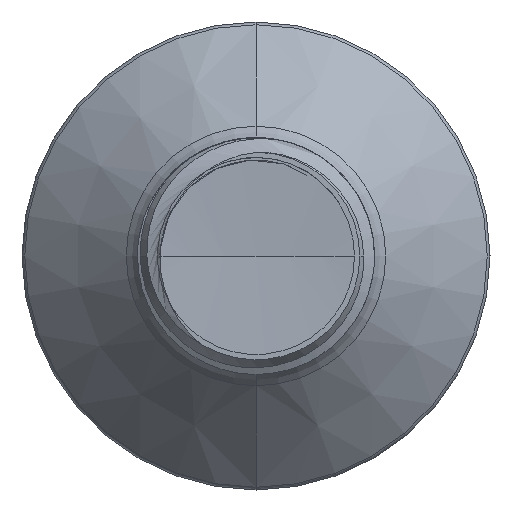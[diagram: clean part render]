
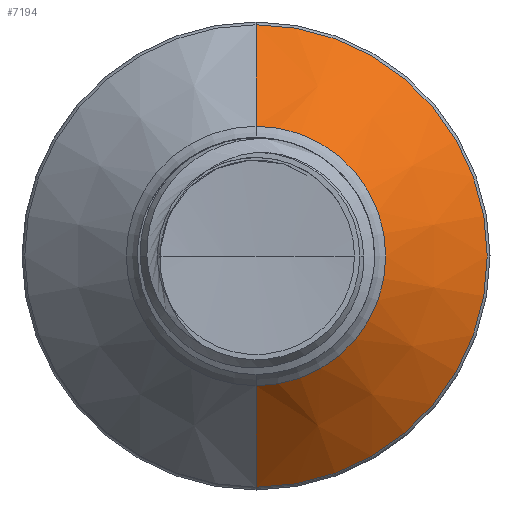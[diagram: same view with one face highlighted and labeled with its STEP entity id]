
A CAD part, front view. The second image highlights one B-rep face of the part: STEP entity #7194.
In plain terms, the highlighted conical face has half-angle 45 degrees and reference radius 4.381 mm.
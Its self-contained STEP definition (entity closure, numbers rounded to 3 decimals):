
#1382 = CARTESIAN_POINT ( 'NONE',  ( 0., 35.558, -4.381 ) ) ;
#2373 = DIRECTION ( 'NONE',  ( 0., 0.707, 0.707 ) ) ;
#4059 = DIRECTION ( 'NONE',  ( 0., 1., 0. ) ) ;
#4147 = LINE ( 'NONE', #21136, #28220 ) ;
#4524 = VERTEX_POINT ( 'NONE', #29937 ) ;
#7194 = ADVANCED_FACE ( 'NONE', ( #23264 ), #12981, .T. ) ;
#7262 = AXIS2_PLACEMENT_3D ( 'NONE', #23090, #4059, #26099 ) ;
#10241 = AXIS2_PLACEMENT_3D ( 'NONE', #15203, #35633, #18375 ) ;
#11004 = CIRCLE ( 'NONE', #7262, 4.381 ) ;
#11195 = EDGE_CURVE ( 'NONE', #36923, #21065, #11004, .T. ) ;
#12981 = CONICAL_SURFACE ( 'NONE', #13341, 4.381, 0.785 ) ;
#13341 = AXIS2_PLACEMENT_3D ( 'NONE', #24374, #24611, #24683 ) ;
#15203 = CARTESIAN_POINT ( 'NONE',  ( 0., 38.985, 0. ) ) ;
#15848 = EDGE_LOOP ( 'NONE', ( #21426, #22400, #23377, #38129 ) ) ;
#18104 = DIRECTION ( 'NONE',  ( 0., 0.707, -0.707 ) ) ;
#18375 = DIRECTION ( 'NONE',  ( 0., 0., 1. ) ) ;
#19133 = VECTOR ( 'NONE', #2373, 1000. ) ;
#20160 = LINE ( 'NONE', #33035, #19133 ) ;
#21065 = VERTEX_POINT ( 'NONE', #1382 ) ;
#21136 = CARTESIAN_POINT ( 'NONE',  ( 0., 35.558, -4.381 ) ) ;
#21426 = ORIENTED_EDGE ( 'NONE', *, *, #11195, .T. ) ;
#22400 = ORIENTED_EDGE ( 'NONE', *, *, #30556, .T. ) ;
#23090 = CARTESIAN_POINT ( 'NONE',  ( 0., 35.558, 0. ) ) ;
#23264 = FACE_OUTER_BOUND ( 'NONE', #15848, .T. ) ;
#23377 = ORIENTED_EDGE ( 'NONE', *, *, #30603, .F. ) ;
#24374 = CARTESIAN_POINT ( 'NONE',  ( 0., 35.558, 0. ) ) ;
#24611 = DIRECTION ( 'NONE',  ( 0., 1., 0. ) ) ;
#24683 = DIRECTION ( 'NONE',  ( 0., 0., 1. ) ) ;
#26099 = DIRECTION ( 'NONE',  ( 0., 0., 1. ) ) ;
#28220 = VECTOR ( 'NONE', #18104, 1000. ) ;
#29937 = CARTESIAN_POINT ( 'NONE',  ( 0., 38.985, -7.807 ) ) ;
#30556 = EDGE_CURVE ( 'NONE', #21065, #4524, #4147, .T. ) ;
#30603 = EDGE_CURVE ( 'NONE', #30750, #4524, #35333, .T. ) ;
#30609 = EDGE_CURVE ( 'NONE', #36923, #30750, #20160, .T. ) ;
#30750 = VERTEX_POINT ( 'NONE', #33267 ) ;
#33035 = CARTESIAN_POINT ( 'NONE',  ( 0., 35.558, 4.381 ) ) ;
#33267 = CARTESIAN_POINT ( 'NONE',  ( 0., 38.985, 7.807 ) ) ;
#34544 = CARTESIAN_POINT ( 'NONE',  ( 0., 35.558, 4.381 ) ) ;
#35333 = CIRCLE ( 'NONE', #10241, 7.807 ) ;
#35633 = DIRECTION ( 'NONE',  ( 0., 1., 0. ) ) ;
#36923 = VERTEX_POINT ( 'NONE', #34544 ) ;
#38129 = ORIENTED_EDGE ( 'NONE', *, *, #30609, .F. ) ;
